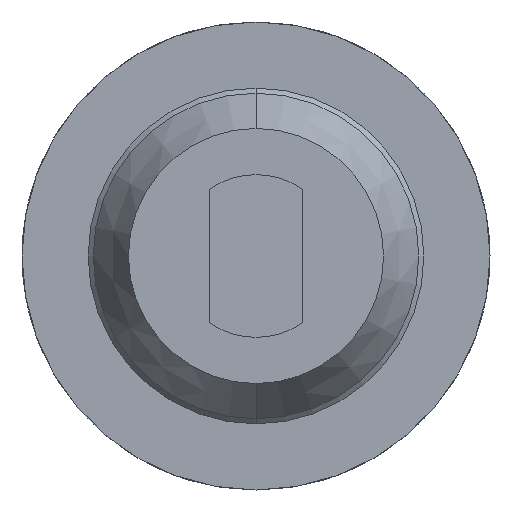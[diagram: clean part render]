
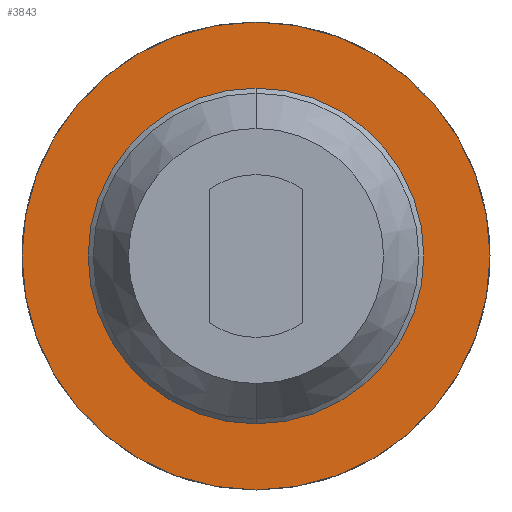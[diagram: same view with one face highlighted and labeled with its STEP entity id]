
A CAD part, front view. The second image highlights one B-rep face of the part: STEP entity #3843.
In plain terms, the highlighted planar face has unit normal (0, -1, 0).
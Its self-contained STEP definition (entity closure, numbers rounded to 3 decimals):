
#31 = CIRCLE ( 'NONE', #2343, 0.825 ) ;
#34 = DIRECTION ( 'NONE',  ( 0., 1., 0. ) ) ;
#116 = EDGE_CURVE ( 'Defeature ausgef�hrt3_4+Defeature ausgef�hrt3_6+Defeature ausgef�hrt3_6+Defeature ausgef�hrt3_6', #462, #260, #3451, .T. ) ;
#255 = CARTESIAN_POINT ( 'NONE',  ( 0., -0.3, -0.825 ) ) ;
#260 = VERTEX_POINT ( 'NONE', #1057 ) ;
#317 = AXIS2_PLACEMENT_3D ( 'NONE', #1207, #933, #2212 ) ;
#416 = FACE_BOUND ( 'NONE', #814, .T. ) ;
#453 = CARTESIAN_POINT ( 'NONE',  ( 0., -0.3, 0. ) ) ;
#462 = VERTEX_POINT ( 'NONE', #1813 ) ;
#552 = DIRECTION ( 'NONE',  ( 0., 1., 0. ) ) ;
#576 = CARTESIAN_POINT ( 'NONE',  ( 0., -0.3, 0. ) ) ;
#770 = EDGE_CURVE ( 'Defeature ausgef�hrt3_4+Defeature ausgef�hrt3_6+Defeature ausgef�hrt3_6+Defeature ausgef�hrt3_6', #260, #462, #3525, .T. ) ;
#814 = EDGE_LOOP ( 'NONE', ( #923, #1949 ) ) ;
#923 = ORIENTED_EDGE ( 'NONE', *, *, #1190, .T. ) ;
#933 = DIRECTION ( 'NONE',  ( 0., 1., 0. ) ) ;
#935 = DIRECTION ( 'NONE',  ( 0., 0., 1. ) ) ;
#972 = DIRECTION ( 'NONE',  ( 0., 0., 1. ) ) ;
#1056 = FACE_OUTER_BOUND ( 'NONE', #4151, .T. ) ;
#1057 = CARTESIAN_POINT ( 'NONE',  ( 0., -0.3, -1.15 ) ) ;
#1138 = VERTEX_POINT ( 'NONE', #255 ) ;
#1190 = EDGE_CURVE ( 'Defeature ausgef�hrt3_6+Defeature ausgef�hrt3_5+Defeature ausgef�hrt3_5+Defeature ausgef�hrt3_5', #4102, #1138, #31, .T. ) ;
#1207 = CARTESIAN_POINT ( 'NONE',  ( 0., -0.3, 0. ) ) ;
#1567 = CARTESIAN_POINT ( 'NONE',  ( 0., -0.3, 0. ) ) ;
#1813 = CARTESIAN_POINT ( 'NONE',  ( 0., -0.3, 1.15 ) ) ;
#1834 = CARTESIAN_POINT ( 'NONE',  ( 0., -0.3, 0.825 ) ) ;
#1862 = ORIENTED_EDGE ( 'NONE', *, *, #770, .F. ) ;
#1867 = DIRECTION ( 'NONE',  ( 0., 1., 0. ) ) ;
#1949 = ORIENTED_EDGE ( 'NONE', *, *, #2146, .T. ) ;
#2146 = EDGE_CURVE ( 'Defeature ausgef�hrt3_6+Defeature ausgef�hrt3_5+Defeature ausgef�hrt3_5+Defeature ausgef�hrt3_5', #1138, #4102, #2251, .T. ) ;
#2163 = ORIENTED_EDGE ( 'NONE', *, *, #116, .F. ) ;
#2212 = DIRECTION ( 'NONE',  ( 0., 0., 1. ) ) ;
#2251 = CIRCLE ( 'NONE', #3680, 0.825 ) ;
#2343 = AXIS2_PLACEMENT_3D ( 'NONE', #576, #1867, #3533 ) ;
#2349 = DIRECTION ( 'NONE',  ( 0., 1., 0. ) ) ;
#2738 = AXIS2_PLACEMENT_3D ( 'NONE', #3569, #34, #972 ) ;
#3051 = DIRECTION ( 'NONE',  ( 0., 0., 1. ) ) ;
#3451 = CIRCLE ( 'NONE', #317, 1.15 ) ;
#3525 = CIRCLE ( 'NONE', #3798, 1.15 ) ;
#3533 = DIRECTION ( 'NONE',  ( 0., 0., 1. ) ) ;
#3569 = CARTESIAN_POINT ( 'NONE',  ( 0.825, -0.3, 0. ) ) ;
#3680 = AXIS2_PLACEMENT_3D ( 'NONE', #1567, #552, #935 ) ;
#3798 = AXIS2_PLACEMENT_3D ( 'NONE', #453, #2349, #3051 ) ;
#3843 = ADVANCED_FACE ( 'Defeature ausgef�hrt3_6', ( #1056, #416 ), #3974, .F. ) ;
#3974 = PLANE ( 'NONE',  #2738 ) ;
#4102 = VERTEX_POINT ( 'NONE', #1834 ) ;
#4151 = EDGE_LOOP ( 'NONE', ( #2163, #1862 ) ) ;
